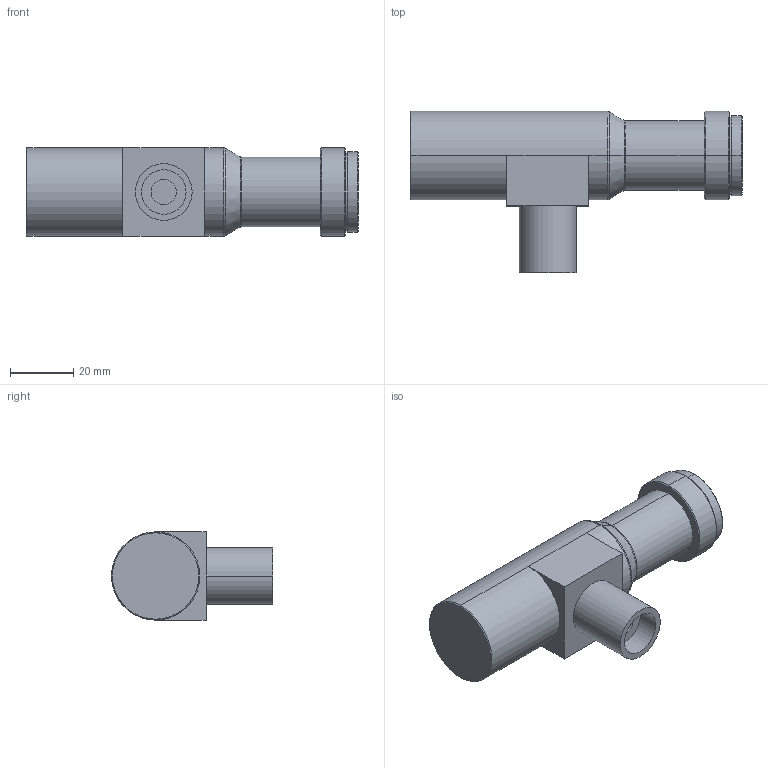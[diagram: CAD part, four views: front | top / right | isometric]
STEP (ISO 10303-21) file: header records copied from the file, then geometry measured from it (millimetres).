
FILE_DESCRIPTION (( 'STEP AP203' ), '1' );
FILE_NAME ('WWH10-63CTV3.STEP', '2021-09-09T07:00:43', ( '' ), ( '' ), 'SwSTEP 2.0', 'SolidWorks 2017', '' );
FILE_SCHEMA (( 'CONFIG_CONTROL_DESIGN' ));
Length unit declared in the file: millimetre
Products named in the file (1): WWH10-63CTV3
Bounding box: 105.3 x 51.1 x 28 mm (x, y, z)
Volume: 65114.3 mm3; surface area: 12749.5 mm2
Topology: 1 solids, 1 shells, 44 faces, 88 edges, 52 vertices
Faces by surface type: cylinder 17, plane 13, cone 10, torus 4
Entity records: 1219 total; most frequent: DIRECTION 228, CARTESIAN_POINT 185, ORIENTED_EDGE 176, AXIS2_PLACEMENT_3D 95, EDGE_CURVE 88, VERTEX_POINT 52, EDGE_LOOP 50, CIRCLE 50
